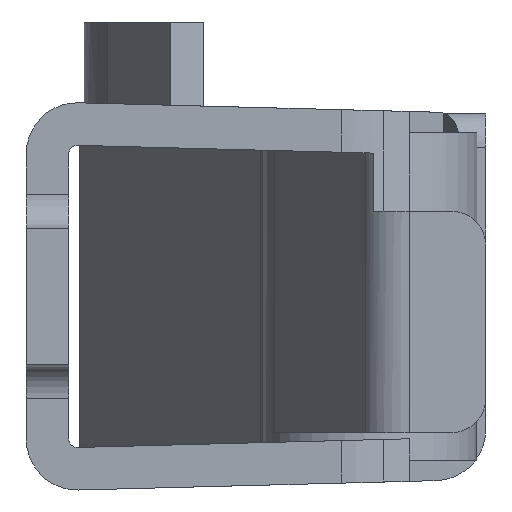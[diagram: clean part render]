
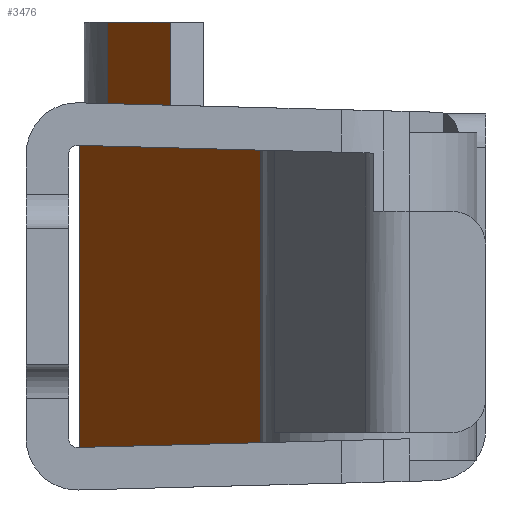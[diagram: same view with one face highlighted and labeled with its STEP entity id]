
A CAD part, left-side view. The second image highlights one B-rep face of the part: STEP entity #3476.
In plain terms, the highlighted planar face has unit normal (-0.53, 0.848, 0).
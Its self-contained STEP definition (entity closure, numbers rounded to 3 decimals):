
#110=PLANE('',#3816);
#239=LINE('',#4883,#595);
#244=LINE('',#4895,#600);
#281=LINE('',#5013,#637);
#316=LINE('',#5117,#672);
#318=LINE('',#5123,#674);
#369=LINE('',#5278,#725);
#454=LINE('',#5522,#810);
#557=LINE('',#5822,#913);
#573=LINE('',#5858,#929);
#574=LINE('',#5860,#930);
#575=LINE('',#5863,#931);
#576=LINE('',#5864,#932);
#577=LINE('',#5865,#933);
#578=LINE('',#5866,#934);
#595=VECTOR('',#3856,1000.);
#600=VECTOR('',#3863,1000.);
#637=VECTOR('',#3948,1000.);
#672=VECTOR('',#4031,1000.);
#674=VECTOR('',#4035,1000.);
#725=VECTOR('',#4182,1000.);
#810=VECTOR('',#4387,1000.);
#913=VECTOR('',#4760,1000.);
#929=VECTOR('',#4802,1000.);
#930=VECTOR('',#4805,1000.);
#931=VECTOR('',#4806,1000.);
#932=VECTOR('',#4807,1000.);
#933=VECTOR('',#4808,1000.);
#934=VECTOR('',#4809,1000.);
#1911=ORIENTED_EDGE('',*,*,#2486,.F.);
#1912=ORIENTED_EDGE('',*,*,#2487,.F.);
#1913=ORIENTED_EDGE('',*,*,#2194,.F.);
#1914=ORIENTED_EDGE('',*,*,#2111,.T.);
#1915=ORIENTED_EDGE('',*,*,#2488,.T.);
#1916=ORIENTED_EDGE('',*,*,#1997,.F.);
#1917=ORIENTED_EDGE('',*,*,#2467,.F.);
#1918=ORIENTED_EDGE('',*,*,#2114,.F.);
#1919=ORIENTED_EDGE('',*,*,#2061,.F.);
#1920=ORIENTED_EDGE('',*,*,#2485,.T.);
#1921=ORIENTED_EDGE('',*,*,#2324,.F.);
#1922=ORIENTED_EDGE('',*,*,#2489,.F.);
#1923=ORIENTED_EDGE('',*,*,#2002,.F.);
#1924=ORIENTED_EDGE('',*,*,#2490,.T.);
#1997=EDGE_CURVE('',#2518,#2519,#239,.T.);
#2002=EDGE_CURVE('',#2522,#2524,#244,.T.);
#2061=EDGE_CURVE('',#2580,#2581,#281,.T.);
#2111=EDGE_CURVE('',#2622,#2623,#316,.T.);
#2114=EDGE_CURVE('',#2581,#2625,#318,.F.);
#2194=EDGE_CURVE('',#2622,#2681,#369,.T.);
#2324=EDGE_CURVE('',#2779,#2780,#454,.T.);
#2467=EDGE_CURVE('',#2625,#2518,#557,.T.);
#2485=EDGE_CURVE('',#2580,#2780,#573,.T.);
#2486=EDGE_CURVE('',#2845,#2846,#574,.T.);
#2487=EDGE_CURVE('',#2681,#2845,#575,.T.);
#2488=EDGE_CURVE('',#2623,#2519,#576,.T.);
#2489=EDGE_CURVE('',#2524,#2779,#577,.T.);
#2490=EDGE_CURVE('',#2522,#2846,#578,.T.);
#2518=VERTEX_POINT('',#4884);
#2519=VERTEX_POINT('',#4885);
#2522=VERTEX_POINT('',#4893);
#2524=VERTEX_POINT('',#4896);
#2580=VERTEX_POINT('',#5012);
#2581=VERTEX_POINT('',#5014);
#2622=VERTEX_POINT('',#5118);
#2623=VERTEX_POINT('',#5119);
#2625=VERTEX_POINT('',#5124);
#2681=VERTEX_POINT('',#5279);
#2779=VERTEX_POINT('',#5521);
#2780=VERTEX_POINT('',#5523);
#2845=VERTEX_POINT('',#5861);
#2846=VERTEX_POINT('',#5862);
#3060=EDGE_LOOP('',(#1911,#1912,#1913,#1914,#1915,#1916,#1917,#1918,#1919,
#1920,#1921,#1922,#1923,#1924));
#3232=FACE_BOUND('',#3060,.T.);
#3476=ADVANCED_FACE('',(#3232),#110,.F.);
#3816=AXIS2_PLACEMENT_3D('',#5859,#4803,#4804);
#3856=DIRECTION('',(0.,0.,1.));
#3863=DIRECTION('',(-0.848,-0.53,0.));
#3948=DIRECTION('',(-0.848,-0.53,-0.014));
#4031=DIRECTION('',(0.,0.,-1.));
#4035=DIRECTION('',(0.,0.,-1.));
#4182=DIRECTION('',(0.848,0.53,0.014));
#4387=DIRECTION('',(0.848,0.53,-0.014));
#4760=DIRECTION('',(-0.848,-0.53,0.));
#4802=DIRECTION('',(0.,0.,-1.));
#4803=DIRECTION('',(0.53,-0.848,0.));
#4804=DIRECTION('',(0.848,0.53,0.));
#4805=DIRECTION('',(-0.848,-0.53,0.));
#4806=DIRECTION('',(0.,0.,1.));
#4807=DIRECTION('',(-0.848,-0.53,0.));
#4808=DIRECTION('',(0.,0.,-1.));
#4809=DIRECTION('',(0.,0.,1.));
#4883=CARTESIAN_POINT('',(4.305,2.177,0.613));
#4884=CARTESIAN_POINT('',(4.305,2.177,0.963));
#4885=CARTESIAN_POINT('',(4.305,2.177,1.038));
#4893=CARTESIAN_POINT('',(3.788,1.854,0.963));
#4895=CARTESIAN_POINT('',(4.64,2.386,0.963));
#4896=CARTESIAN_POINT('',(2.935,1.321,0.963));
#5012=CARTESIAN_POINT('',(4.64,2.386,0.887));
#5013=CARTESIAN_POINT('',(6.343,3.45,0.915));
#5014=CARTESIAN_POINT('',(4.334,2.195,0.882));
#5117=CARTESIAN_POINT('',(4.334,2.195,1.15));
#5118=CARTESIAN_POINT('',(4.334,2.195,1.132));
#5119=CARTESIAN_POINT('',(4.334,2.195,1.038));
#5123=CARTESIAN_POINT('',(4.334,2.195,1.15));
#5124=CARTESIAN_POINT('',(4.334,2.195,0.963));
#5278=CARTESIAN_POINT('',(6.34,3.448,1.165));
#5279=CARTESIAN_POINT('',(4.379,2.223,1.133));
#5521=CARTESIAN_POINT('',(2.935,1.321,-0.86));
#5522=CARTESIAN_POINT('',(5.398,2.86,-0.9));
#5523=CARTESIAN_POINT('',(4.64,2.386,-0.887));
#5822=CARTESIAN_POINT('',(4.64,2.386,0.963));
#5858=CARTESIAN_POINT('',(4.64,2.386,0.963));
#5859=CARTESIAN_POINT('',(4.64,2.386,0.963));
#5860=CARTESIAN_POINT('',(4.305,2.177,1.613));
#5861=CARTESIAN_POINT('',(4.379,2.223,1.613));
#5862=CARTESIAN_POINT('',(3.788,1.854,1.613));
#5863=CARTESIAN_POINT('',(4.379,2.223,1.038));
#5864=CARTESIAN_POINT('',(4.379,2.223,1.038));
#5865=CARTESIAN_POINT('',(2.935,1.321,0.963));
#5866=CARTESIAN_POINT('',(3.788,1.854,0.613));
